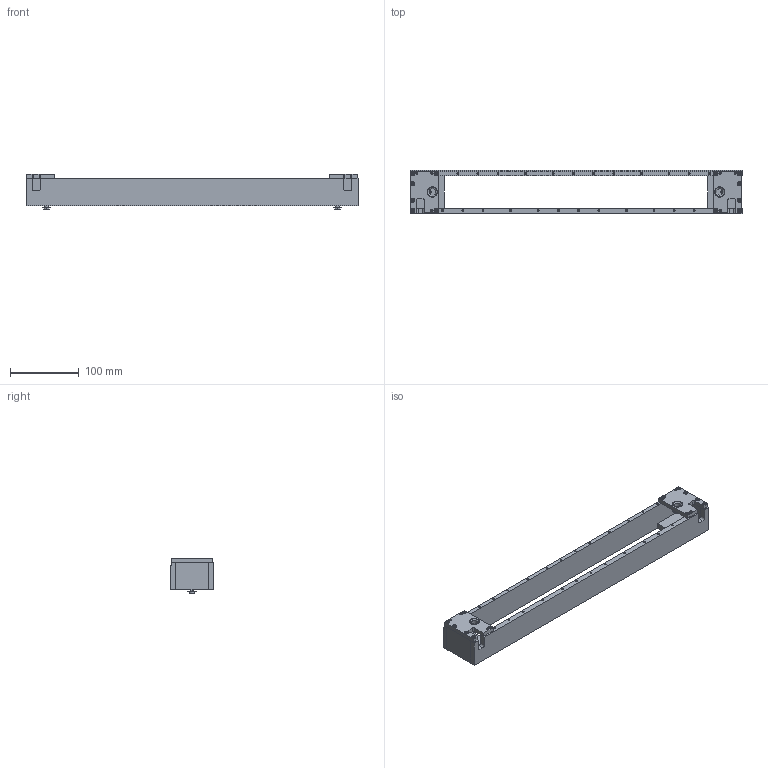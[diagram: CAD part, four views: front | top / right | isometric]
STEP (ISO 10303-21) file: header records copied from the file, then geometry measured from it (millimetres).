
FILE_DESCRIPTION (( 'STEP AP214' ), '1' );
FILE_NAME ('INGUN_109145.STEP', '2022-03-18T07:11:48', ( '' ), ( '' ), 'SwSTEP 2.0', 'SolidWorks 2018', '' );
FILE_SCHEMA (( 'AUTOMOTIVE_DESIGN' ));
Length unit declared in the file: millimetre
Products named in the file (12): 3366~0; DIN7991~n_M03,0x012; 45545~0_S; 112034~0_S; 109683~0_S; 112132~0_S; 112035~1; DIN988~n_06x12x0,1; 110324~0_Spring Pin 3 x 14 - St; 112036~0_S; INGUN_109145; DIN923~n_M04x03
Assembly tree (34 placements, depth 2):
  INGUN_109145
    112132~0_S
    112034~0_S
    112036~0_S  x2
    112035~1  x2
    3366~0
    109683~0_S
    45545~0_S  x2
    DIN923~n_M04x03  x2
    DIN988~n_06x12x0,1  x4
    110324~0_Spring Pin 3 x 14 - St  x6
    DIN7991~n_M03,0x012  x12
Bounding box: 484 x 64 x 51.4 mm (x, y, z)
Volume: 390513.3 mm3; surface area: 137025.5 mm2
Topology: 34 solids, 34 shells, 816 faces, 2028 edges, 1234 vertices
Faces by surface type: cylinder 442, cone 210, plane 146, torus 10, bspline 8
Entity records: 11443 total; most frequent: DIRECTION 1897, CARTESIAN_POINT 1784, ORIENTED_EDGE 1568, EDGE_CURVE 784, AXIS2_PLACEMENT_3D 752, VERTEX_POINT 495, EDGE_LOOP 407, VECTOR 393
